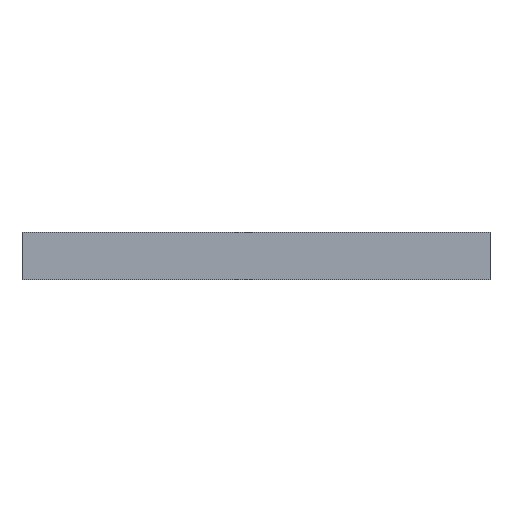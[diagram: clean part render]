
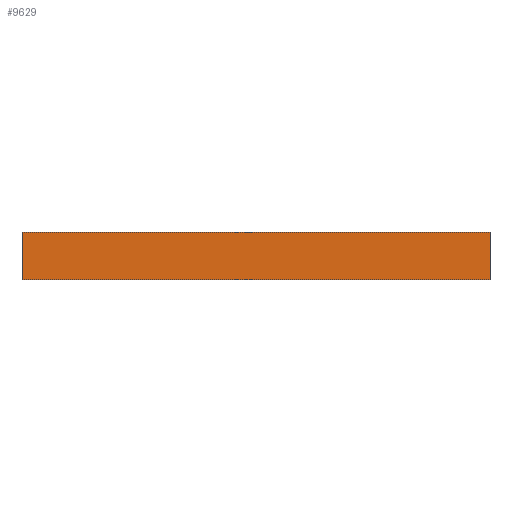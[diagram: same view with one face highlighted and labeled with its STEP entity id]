
A CAD part, front view. The second image highlights one B-rep face of the part: STEP entity #9629.
In plain terms, the highlighted planar face has unit normal (0, -1, 0).
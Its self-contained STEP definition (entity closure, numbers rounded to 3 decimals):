
#1426=FACE_OUTER_BOUND('',#1939,.T.);
#1939=EDGE_LOOP('',(#8298,#8299,#8300,#8301));
#2782=LINE('',#18671,#3619);
#2787=LINE('',#18682,#3624);
#2789=LINE('',#18685,#3626);
#2790=LINE('',#18686,#3627);
#3619=VECTOR('',#11084,1000.);
#3624=VECTOR('',#11093,1000.);
#3626=VECTOR('',#11097,1000.);
#3627=VECTOR('',#11098,1000.);
#4573=VERTEX_POINT('',#18664);
#4576=VERTEX_POINT('',#18669);
#4579=VERTEX_POINT('',#18679);
#4580=VERTEX_POINT('',#18681);
#5961=EDGE_CURVE('',#4576,#4573,#2782,.T.);
#5966=EDGE_CURVE('',#4580,#4579,#2787,.T.);
#5968=EDGE_CURVE('',#4579,#4573,#2789,.T.);
#5969=EDGE_CURVE('',#4580,#4576,#2790,.T.);
#8298=ORIENTED_EDGE('',*,*,#5968,.T.);
#8299=ORIENTED_EDGE('',*,*,#5961,.F.);
#8300=ORIENTED_EDGE('',*,*,#5969,.F.);
#8301=ORIENTED_EDGE('',*,*,#5966,.T.);
#9141=PLANE('',#9876);
#9629=ADVANCED_FACE('',(#1426),#9141,.F.);
#9876=AXIS2_PLACEMENT_3D('',#18684,#11095,#11096);
#11084=DIRECTION('',(0.,0.,-1.));
#11093=DIRECTION('',(0.,0.,-1.));
#11095=DIRECTION('center_axis',(0.,1.,0.));
#11096=DIRECTION('ref_axis',(0.,0.,1.));
#11097=DIRECTION('',(1.,0.,0.));
#11098=DIRECTION('',(1.,0.,0.));
#18664=CARTESIAN_POINT('',(9.9,-64.25,0.));
#18669=CARTESIAN_POINT('',(9.9,-64.25,2.));
#18671=CARTESIAN_POINT('',(9.9,-64.25,2.));
#18679=CARTESIAN_POINT('',(-9.9,-64.25,0.));
#18681=CARTESIAN_POINT('',(-9.9,-64.25,2.));
#18682=CARTESIAN_POINT('',(-9.9,-64.25,2.));
#18684=CARTESIAN_POINT('Origin',(-9.9,-64.25,2.));
#18685=CARTESIAN_POINT('',(-9.9,-64.25,0.));
#18686=CARTESIAN_POINT('',(-9.9,-64.25,2.));
